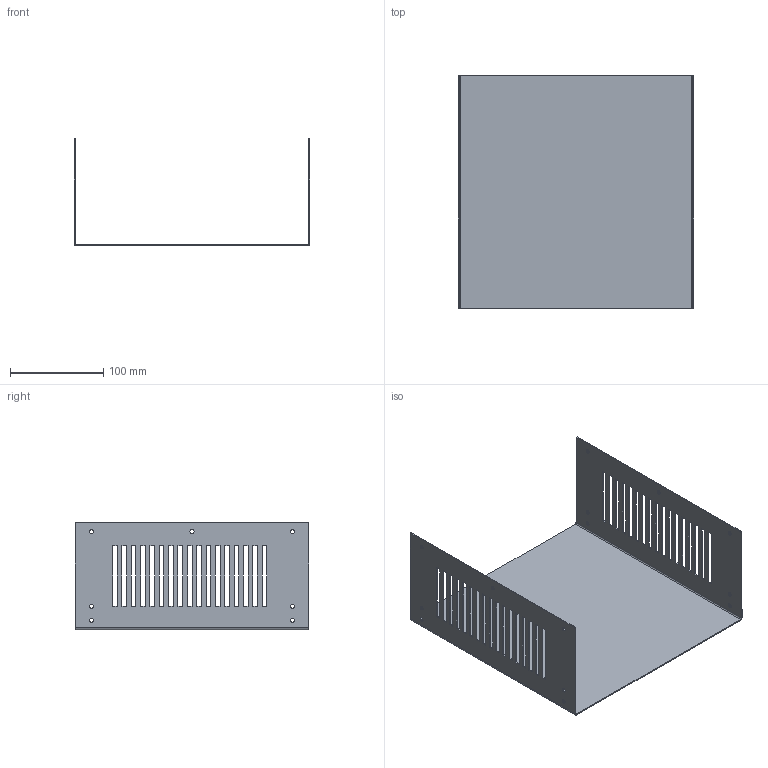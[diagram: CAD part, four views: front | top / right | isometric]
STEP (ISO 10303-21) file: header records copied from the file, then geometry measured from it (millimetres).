
FILE_DESCRIPTION (( 'STEP AP214' ), '1' );
FILE_NAME ('TOP_COVER.STEP', '2025-07-21T03:59:02', ( '' ), ( '' ), 'SwSTEP 2.0', 'SolidWorks 2023', '' );
FILE_SCHEMA (( 'AUTOMOTIVE_DESIGN' ));
Length unit declared in the file: millimetre
Products named in the file (1): TOP_COVER
Bounding box: 252.44 x 250 x 115 mm (x, y, z)
Volume: 132099.6 mm3; surface area: 224516.6 mm2
Topology: 1 solids, 1 shells, 190 faces, 548 edges, 360 vertices
Faces by surface type: plane 154, cylinder 36
Entity records: 6371 total; most frequent: CARTESIAN_POINT 1099, ORIENTED_EDGE 1096, DIRECTION 1002, EDGE_CURVE 548, VECTOR 476, LINE 476, VERTEX_POINT 360, EDGE_LOOP 286
